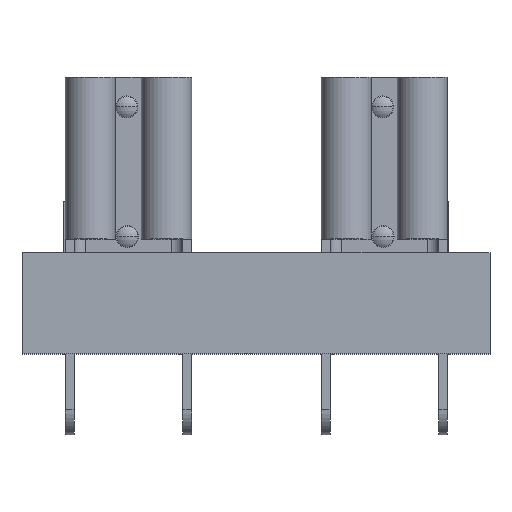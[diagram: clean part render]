
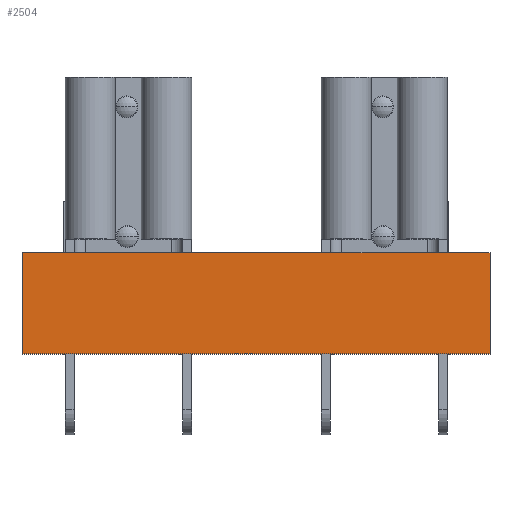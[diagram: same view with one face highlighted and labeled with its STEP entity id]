
A CAD part, top view. The second image highlights one B-rep face of the part: STEP entity #2504.
In plain terms, the highlighted planar face has unit normal (0, 0, 1).
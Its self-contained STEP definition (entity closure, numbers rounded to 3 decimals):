
#240 = DIRECTION ( 'NONE',  ( 1., 0., 0. ) ) ;
#241 = VECTOR ( 'NONE', #240, 1000. ) ;
#242 = CARTESIAN_POINT ( 'NONE',  ( 8.975, -0.967, 2.774 ) ) ;
#243 = LINE ( 'NONE', #242, #241 ) ;
#1616 = CARTESIAN_POINT ( 'NONE',  ( -5.706, -0.967, 2.774 ) ) ;
#2075 = VERTEX_POINT ( 'NONE', #7418 ) ;
#2162 = EDGE_CURVE ( 'NONE', #3762, #2075, #243, .T. ) ;
#2300 = EDGE_CURVE ( 'NONE', #2352, #2329, #4296, .T. ) ;
#2329 = VERTEX_POINT ( 'NONE', #4398 ) ;
#2352 = VERTEX_POINT ( 'NONE', #4461 ) ;
#2465 = ORIENTED_EDGE ( 'NONE', *, *, #2510, .F. ) ;
#2466 = EDGE_LOOP ( 'NONE', ( #2640, #2465, #2471, #2515 ) ) ;
#2471 = ORIENTED_EDGE ( 'NONE', *, *, #2162, .F. ) ;
#2504 = ADVANCED_FACE ( 'NONE', ( #4889 ), #4958, .F. ) ;
#2510 = EDGE_CURVE ( 'NONE', #2075, #2329, #4971, .T. ) ;
#2515 = ORIENTED_EDGE ( 'NONE', *, *, #2638, .T. ) ;
#2638 = EDGE_CURVE ( 'NONE', #3762, #2352, #5149, .T. ) ;
#2640 = ORIENTED_EDGE ( 'NONE', *, *, #2300, .T. ) ;
#3762 = VERTEX_POINT ( 'NONE', #1616 ) ;
#4293 = DIRECTION ( 'NONE',  ( 1., 0., 0. ) ) ;
#4294 = VECTOR ( 'NONE', #4293, 1000. ) ;
#4295 = CARTESIAN_POINT ( 'NONE',  ( 8.975, -4.142, 2.774 ) ) ;
#4296 = LINE ( 'NONE', #4295, #4294 ) ;
#4398 = CARTESIAN_POINT ( 'NONE',  ( 8.975, -4.142, 2.774 ) ) ;
#4461 = CARTESIAN_POINT ( 'NONE',  ( -5.706, -4.142, 2.774 ) ) ;
#4889 = FACE_OUTER_BOUND ( 'NONE', #2466, .T. ) ;
#4938 = DIRECTION ( 'NONE',  ( -1., 0., 0. ) ) ;
#4939 = DIRECTION ( 'NONE',  ( 0., 0., -1. ) ) ;
#4956 = CARTESIAN_POINT ( 'NONE',  ( 8.975, -0.967, 2.774 ) ) ;
#4957 = AXIS2_PLACEMENT_3D ( 'NONE', #4956, #4939, #4938 ) ;
#4958 = PLANE ( 'NONE',  #4957 ) ;
#4968 = DIRECTION ( 'NONE',  ( 0., -1., 0. ) ) ;
#4969 = VECTOR ( 'NONE', #4968, 1000. ) ;
#4970 = CARTESIAN_POINT ( 'NONE',  ( 8.975, -0.967, 2.774 ) ) ;
#4971 = LINE ( 'NONE', #4970, #4969 ) ;
#5146 = VECTOR ( 'NONE', #5150, 1000. ) ;
#5147 = CARTESIAN_POINT ( 'NONE',  ( -5.706, -0.967, 2.774 ) ) ;
#5149 = LINE ( 'NONE', #5147, #5146 ) ;
#5150 = DIRECTION ( 'NONE',  ( 0., -1., 0. ) ) ;
#7418 = CARTESIAN_POINT ( 'NONE',  ( 8.975, -0.967, 2.774 ) ) ;
